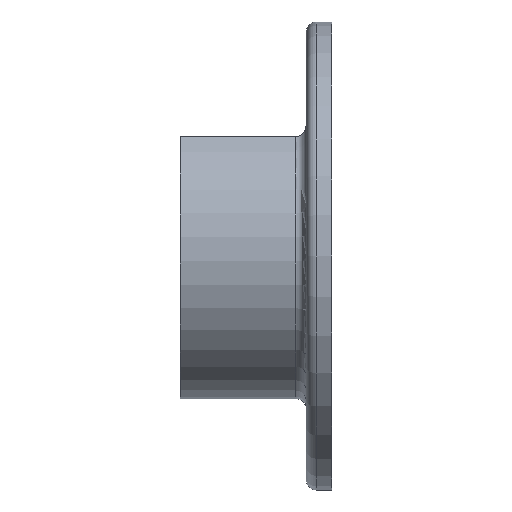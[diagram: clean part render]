
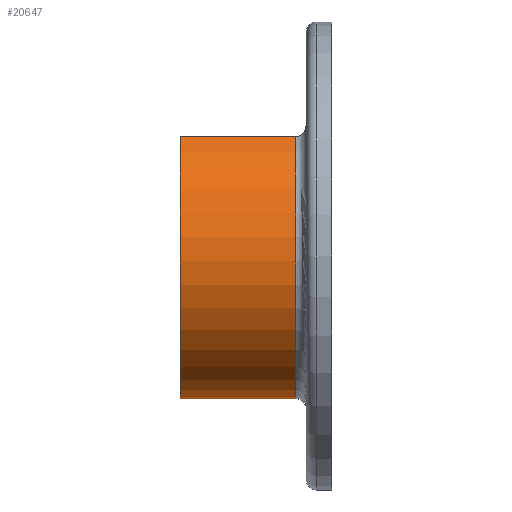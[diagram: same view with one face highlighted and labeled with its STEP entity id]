
A CAD part, left-side view. The second image highlights one B-rep face of the part: STEP entity #20647.
In plain terms, the highlighted cylindrical face has radius 27.75 mm (diameter 55.5 mm), a partial arc.
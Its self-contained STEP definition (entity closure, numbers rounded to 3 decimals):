
#300 = CARTESIAN_POINT ( 'NONE',  ( -15.25, -26.631, 23.184 ) ) ;
#841 = ORIENTED_EDGE ( 'NONE', *, *, #8931, .T. ) ;
#1058 = DIRECTION ( 'NONE',  ( 0., -1., 0. ) ) ;
#1069 = LINE ( 'NONE', #300, #13447 ) ;
#1323 = AXIS2_PLACEMENT_3D ( 'NONE', #7926, #14208, #4535 ) ;
#1347 = CARTESIAN_POINT ( 'NONE',  ( 0., 7., -27.75 ) ) ;
#2438 = AXIS2_PLACEMENT_3D ( 'NONE', #16276, #17910, #19791 ) ;
#3633 = VERTEX_POINT ( 'NONE', #14384 ) ;
#3868 = CARTESIAN_POINT ( 'NONE',  ( -15.25, 7., 23.184 ) ) ;
#4535 = DIRECTION ( 'NONE',  ( 0., 0., 1. ) ) ;
#5193 = EDGE_CURVE ( 'NONE', #19459, #17029, #8902, .T. ) ;
#5249 = CYLINDRICAL_SURFACE ( 'NONE', #9950, 27.75 ) ;
#5321 = ORIENTED_EDGE ( 'NONE', *, *, #9917, .F. ) ;
#5650 = ORIENTED_EDGE ( 'NONE', *, *, #5193, .T. ) ;
#7327 = EDGE_LOOP ( 'NONE', ( #5321, #16855, #5650, #841 ) ) ;
#7926 = CARTESIAN_POINT ( 'NONE',  ( 0., 7., 0. ) ) ;
#8044 = CIRCLE ( 'NONE', #2438, 27.75 ) ;
#8549 = VERTEX_POINT ( 'NONE', #9935 ) ;
#8760 = DIRECTION ( 'NONE',  ( 0., -1., 0. ) ) ;
#8902 = CIRCLE ( 'NONE', #1323, 27.75 ) ;
#8911 = DIRECTION ( 'NONE',  ( 0., 0., -1. ) ) ;
#8931 = EDGE_CURVE ( 'NONE', #17029, #8549, #1069, .T. ) ;
#9917 = EDGE_CURVE ( 'NONE', #3633, #8549, #8044, .T. ) ;
#9935 = CARTESIAN_POINT ( 'NONE',  ( -15.25, 29.5, 23.184 ) ) ;
#9950 = AXIS2_PLACEMENT_3D ( 'NONE', #17075, #1058, #8911 ) ;
#10384 = CARTESIAN_POINT ( 'NONE',  ( 0., 29.5, -27.75 ) ) ;
#11602 = DIRECTION ( 'NONE',  ( 0., 1., 0. ) ) ;
#12293 = VECTOR ( 'NONE', #8760, 1000. ) ;
#12810 = FACE_OUTER_BOUND ( 'NONE', #7327, .T. ) ;
#13447 = VECTOR ( 'NONE', #11602, 1000. ) ;
#14208 = DIRECTION ( 'NONE',  ( 0., 1., 0. ) ) ;
#14384 = CARTESIAN_POINT ( 'NONE',  ( 0., 29.5, -27.75 ) ) ;
#16276 = CARTESIAN_POINT ( 'NONE',  ( 0., 29.5, 0. ) ) ;
#16855 = ORIENTED_EDGE ( 'NONE', *, *, #20586, .T. ) ;
#17029 = VERTEX_POINT ( 'NONE', #3868 ) ;
#17075 = CARTESIAN_POINT ( 'NONE',  ( 0., 29.5, 0. ) ) ;
#17910 = DIRECTION ( 'NONE',  ( 0., 1., 0. ) ) ;
#18854 = LINE ( 'NONE', #10384, #12293 ) ;
#19459 = VERTEX_POINT ( 'NONE', #1347 ) ;
#19791 = DIRECTION ( 'NONE',  ( 0., 0., 1. ) ) ;
#20586 = EDGE_CURVE ( 'NONE', #3633, #19459, #18854, .T. ) ;
#20647 = ADVANCED_FACE ( 'NONE', ( #12810 ), #5249, .T. ) ;
